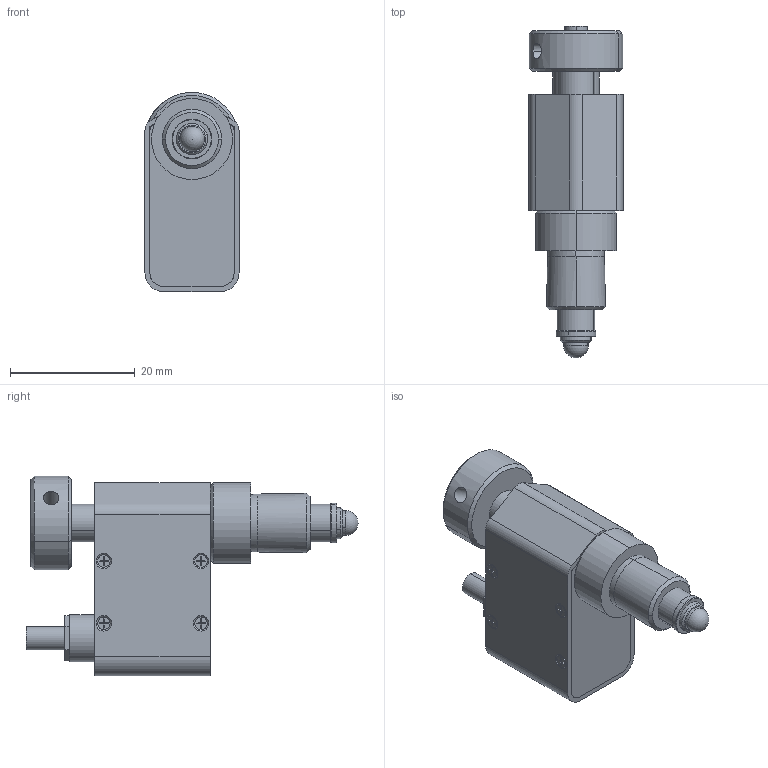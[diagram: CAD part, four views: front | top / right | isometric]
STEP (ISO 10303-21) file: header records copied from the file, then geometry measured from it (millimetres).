
FILE_DESCRIPTION (( 'STEP AP203' ), '1' );
FILE_NAME ('PAM6-13R-C_Temp.STEP', '2024-01-16T04:54:25', ( '' ), ( '' ), 'SwSTEP 2.0', 'SolidWorks 2013', '' );
FILE_SCHEMA (( 'CONFIG_CONTROL_DESIGN' ));
Length unit declared in the file: millimetre
Products named in the file (3): PAM6-13R-C_Temp; 僱僕ASSEM-50mm_棉太倌; PAM6-13CR_蹬怮椔
Assembly tree (2 placements, depth 2):
  PAM6-13R-C_Temp
    PAM6-13CR_蹬怮椔
    僱僕ASSEM-50mm_棉太倌
Bounding box: 15.1 x 53.3 x 31.99 mm (x, y, z)
Surface area: 6897.3 mm2 (no closed solid volume)
Topology: 0 solids, 20 shells, 248 faces, 635 edges, 411 vertices
Faces by surface type: plane 137, cylinder 61, cone 49, sphere 1
Entity records: 8656 total; most frequent: CARTESIAN_POINT 2395, DIRECTION 1231, ORIENTED_EDGE 1156, EDGE_CURVE 632, AXIS2_PLACEMENT_3D 425, VERTEX_POINT 409, LINE 381, VECTOR 381
